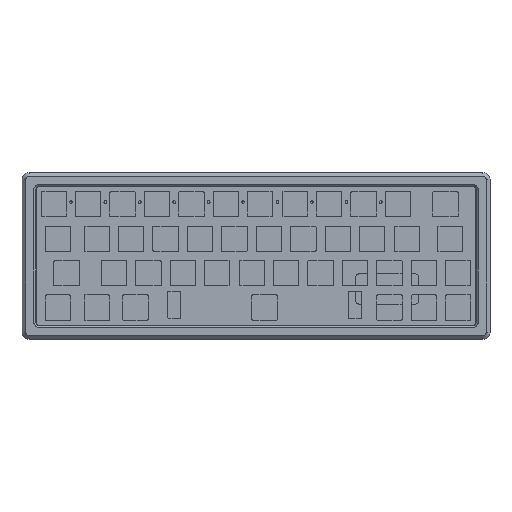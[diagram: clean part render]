
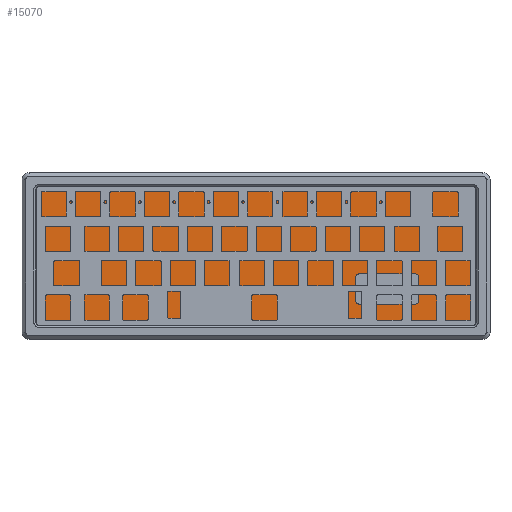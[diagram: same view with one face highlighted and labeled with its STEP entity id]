
A CAD part, top view. The second image highlights one B-rep face of the part: STEP entity #15070.
In plain terms, the highlighted planar face has unit normal (0, 0, 1).
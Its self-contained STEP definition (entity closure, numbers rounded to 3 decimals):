
#270=FACE_BOUND('',#3121,.T.);
#1385=CIRCLE('',#16586,2.);
#1386=CIRCLE('',#16589,2.);
#1387=CIRCLE('',#16592,2.);
#1388=CIRCLE('',#16595,2.);
#1423=CIRCLE('',#16648,2.);
#1424=CIRCLE('',#16649,2.);
#1425=CIRCLE('',#16650,2.);
#1426=CIRCLE('',#16651,2.);
#2175=FACE_OUTER_BOUND('',#3120,.T.);
#3120=EDGE_LOOP('',(#13626,#13627,#13628,#13629,#13630,#13631,#13632,#13633,
#13634,#13635,#13636,#13637));
#3121=EDGE_LOOP('',(#13638,#13639,#13640,#13641,#13642,#13643,#13644,#13645));
#4445=LINE('',#25910,#5811);
#4450=LINE('',#25921,#5816);
#4452=LINE('',#25928,#5818);
#4455=LINE('',#25936,#5821);
#4458=LINE('',#25943,#5824);
#4470=LINE('',#26148,#5836);
#4480=LINE('',#26175,#5846);
#4484=LINE('',#26212,#5850);
#4485=LINE('',#26215,#5851);
#4486=LINE('',#26217,#5852);
#4487=LINE('',#26221,#5853);
#4488=LINE('',#26224,#5854);
#5811=VECTOR('',#20794,10.);
#5816=VECTOR('',#20805,10.);
#5818=VECTOR('',#20813,10.);
#5821=VECTOR('',#20822,10.);
#5824=VECTOR('',#20831,10.);
#5836=VECTOR('',#20895,10.);
#5846=VECTOR('',#20925,10.);
#5850=VECTOR('',#20961,10.);
#5851=VECTOR('',#20964,10.);
#5852=VECTOR('',#20965,10.);
#5853=VECTOR('',#20968,10.);
#5854=VECTOR('',#20971,10.);
#7266=VERTEX_POINT('',#25640);
#7279=VERTEX_POINT('',#25873);
#7283=VERTEX_POINT('',#25913);
#7284=VERTEX_POINT('',#25915);
#7285=VERTEX_POINT('',#25919);
#7286=VERTEX_POINT('',#25923);
#7287=VERTEX_POINT('',#25927);
#7288=VERTEX_POINT('',#25931);
#7289=VERTEX_POINT('',#25935);
#7290=VERTEX_POINT('',#25939);
#7325=VERTEX_POINT('',#26147);
#7332=VERTEX_POINT('',#26173);
#7347=VERTEX_POINT('',#26208);
#7348=VERTEX_POINT('',#26209);
#7349=VERTEX_POINT('',#26211);
#7350=VERTEX_POINT('',#26213);
#7351=VERTEX_POINT('',#26216);
#7352=VERTEX_POINT('',#26218);
#7353=VERTEX_POINT('',#26220);
#7354=VERTEX_POINT('',#26222);
#9388=EDGE_CURVE('',#7279,#7266,#4445,.T.);
#9391=EDGE_CURVE('',#7283,#7284,#1385,.T.);
#9394=EDGE_CURVE('',#7285,#7284,#4450,.F.);
#9395=EDGE_CURVE('',#7285,#7286,#1386,.T.);
#9397=EDGE_CURVE('',#7287,#7286,#4452,.F.);
#9399=EDGE_CURVE('',#7287,#7288,#1387,.T.);
#9401=EDGE_CURVE('',#7289,#7288,#4455,.F.);
#9403=EDGE_CURVE('',#7289,#7290,#1388,.T.);
#9405=EDGE_CURVE('',#7283,#7290,#4458,.F.);
#9444=EDGE_CURVE('',#7266,#7325,#4470,.T.);
#9458=EDGE_CURVE('',#7332,#7279,#4480,.T.);
#9473=EDGE_CURVE('',#7347,#7348,#1423,.T.);
#9474=EDGE_CURVE('',#7349,#7348,#4484,.F.);
#9475=EDGE_CURVE('',#7349,#7350,#1424,.T.);
#9476=EDGE_CURVE('',#7325,#7350,#4485,.T.);
#9477=EDGE_CURVE('',#7351,#7332,#4486,.T.);
#9478=EDGE_CURVE('',#7351,#7352,#1425,.T.);
#9479=EDGE_CURVE('',#7353,#7352,#4487,.F.);
#9480=EDGE_CURVE('',#7353,#7354,#1426,.T.);
#9481=EDGE_CURVE('',#7347,#7354,#4488,.T.);
#13626=ORIENTED_EDGE('',*,*,#9473,.T.);
#13627=ORIENTED_EDGE('',*,*,#9474,.F.);
#13628=ORIENTED_EDGE('',*,*,#9475,.T.);
#13629=ORIENTED_EDGE('',*,*,#9476,.F.);
#13630=ORIENTED_EDGE('',*,*,#9444,.F.);
#13631=ORIENTED_EDGE('',*,*,#9388,.F.);
#13632=ORIENTED_EDGE('',*,*,#9458,.F.);
#13633=ORIENTED_EDGE('',*,*,#9477,.F.);
#13634=ORIENTED_EDGE('',*,*,#9478,.T.);
#13635=ORIENTED_EDGE('',*,*,#9479,.F.);
#13636=ORIENTED_EDGE('',*,*,#9480,.T.);
#13637=ORIENTED_EDGE('',*,*,#9481,.F.);
#13638=ORIENTED_EDGE('',*,*,#9405,.T.);
#13639=ORIENTED_EDGE('',*,*,#9403,.F.);
#13640=ORIENTED_EDGE('',*,*,#9401,.T.);
#13641=ORIENTED_EDGE('',*,*,#9399,.F.);
#13642=ORIENTED_EDGE('',*,*,#9397,.T.);
#13643=ORIENTED_EDGE('',*,*,#9395,.F.);
#13644=ORIENTED_EDGE('',*,*,#9394,.T.);
#13645=ORIENTED_EDGE('',*,*,#9391,.F.);
#14338=PLANE('',#16647);
#15070=ADVANCED_FACE('',(#2175,#270),#14338,.F.);
#16586=AXIS2_PLACEMENT_3D('',#25916,#20799,#20800);
#16589=AXIS2_PLACEMENT_3D('',#25924,#20808,#20809);
#16592=AXIS2_PLACEMENT_3D('',#25932,#20817,#20818);
#16595=AXIS2_PLACEMENT_3D('',#25940,#20826,#20827);
#16647=AXIS2_PLACEMENT_3D('',#26207,#20957,#20958);
#16648=AXIS2_PLACEMENT_3D('',#26210,#20959,#20960);
#16649=AXIS2_PLACEMENT_3D('',#26214,#20962,#20963);
#16650=AXIS2_PLACEMENT_3D('',#26219,#20966,#20967);
#16651=AXIS2_PLACEMENT_3D('',#26223,#20969,#20970);
#20794=DIRECTION('',(1.,0.,0.));
#20799=DIRECTION('center_axis',(0.,0.,1.));
#20800=DIRECTION('ref_axis',(-0.707,-0.707,0.));
#20805=DIRECTION('',(1.,0.,0.));
#20808=DIRECTION('center_axis',(0.,0.,1.));
#20809=DIRECTION('ref_axis',(0.707,-0.707,0.));
#20813=DIRECTION('',(0.,1.,0.));
#20817=DIRECTION('center_axis',(0.,0.,1.));
#20818=DIRECTION('ref_axis',(0.707,0.707,0.));
#20822=DIRECTION('',(-1.,0.,0.));
#20826=DIRECTION('center_axis',(0.,0.,1.));
#20827=DIRECTION('ref_axis',(-0.707,0.707,0.));
#20831=DIRECTION('',(0.,-1.,0.));
#20895=DIRECTION('',(0.,-1.,0.));
#20925=DIRECTION('',(0.,1.,0.));
#20957=DIRECTION('center_axis',(0.,0.,-1.));
#20958=DIRECTION('ref_axis',(-1.,0.,0.));
#20959=DIRECTION('center_axis',(0.,0.,1.));
#20960=DIRECTION('ref_axis',(0.707,-0.707,0.));
#20961=DIRECTION('',(0.,1.,0.));
#20962=DIRECTION('center_axis',(0.,0.,1.));
#20963=DIRECTION('ref_axis',(0.707,0.707,0.));
#20964=DIRECTION('',(1.,0.,0.));
#20965=DIRECTION('',(1.,0.,0.));
#20966=DIRECTION('center_axis',(0.,0.,1.));
#20967=DIRECTION('ref_axis',(-0.707,0.707,0.));
#20968=DIRECTION('',(0.,-1.,0.));
#20969=DIRECTION('center_axis',(0.,0.,1.));
#20970=DIRECTION('ref_axis',(-0.707,-0.707,0.));
#20971=DIRECTION('',(-1.,0.,0.));
#25640=CARTESIAN_POINT('',(217.448,3.823,-4.26));
#25873=CARTESIAN_POINT('',(209.018,3.823,-4.26));
#25910=CARTESIAN_POINT('',(209.018,3.823,-4.26));
#25913=CARTESIAN_POINT('',(176.594,-62.706,-4.26));
#25915=CARTESIAN_POINT('',(178.594,-64.706,-4.26));
#25916=CARTESIAN_POINT('Origin',(178.594,-62.706,-4.26));
#25919=CARTESIAN_POINT('',(209.55,-64.706,-4.26));
#25921=CARTESIAN_POINT('',(165.22,-64.706,-4.26));
#25923=CARTESIAN_POINT('',(211.55,-62.706,-4.26));
#25924=CARTESIAN_POINT('Origin',(209.55,-62.706,-4.26));
#25927=CARTESIAN_POINT('',(211.55,-50.006,-4.26));
#25928=CARTESIAN_POINT('',(211.55,-42.825,-4.26));
#25931=CARTESIAN_POINT('',(209.55,-48.006,-4.26));
#25932=CARTESIAN_POINT('Origin',(209.55,-50.006,-4.26));
#25935=CARTESIAN_POINT('',(178.594,-48.006,-4.26));
#25936=CARTESIAN_POINT('',(149.742,-48.006,-4.26));
#25939=CARTESIAN_POINT('',(176.594,-50.006,-4.26));
#25940=CARTESIAN_POINT('Origin',(178.594,-50.006,-4.26));
#25943=CARTESIAN_POINT('',(176.594,-49.175,-4.26));
#26147=CARTESIAN_POINT('',(217.448,2.,-4.26));
#26148=CARTESIAN_POINT('',(217.448,8.,-4.26));
#26173=CARTESIAN_POINT('',(209.018,2.,-4.26));
#26175=CARTESIAN_POINT('',(209.018,8.,-4.26));
#26207=CARTESIAN_POINT('Origin',(120.89,-35.643,-4.26));
#26208=CARTESIAN_POINT('',(242.388,-78.2,-4.26));
#26209=CARTESIAN_POINT('',(244.388,-76.2,-4.26));
#26210=CARTESIAN_POINT('Origin',(242.388,-76.2,-4.26));
#26211=CARTESIAN_POINT('',(244.388,0.,-4.26));
#26212=CARTESIAN_POINT('',(244.388,-13.821,-4.26));
#26213=CARTESIAN_POINT('',(242.388,2.,-4.26));
#26214=CARTESIAN_POINT('Origin',(242.388,0.,-4.26));
#26215=CARTESIAN_POINT('',(56.445,2.,-4.26));
#26216=CARTESIAN_POINT('',(0.5,2.,-4.26));
#26217=CARTESIAN_POINT('',(56.722,2.,-4.26));
#26218=CARTESIAN_POINT('',(-1.5,0.,-4.26));
#26219=CARTESIAN_POINT('Origin',(0.5,0.,
-4.26));
#26220=CARTESIAN_POINT('',(-1.5,-76.2,-4.26));
#26221=CARTESIAN_POINT('',(-1.5,-59.921,-4.26));
#26222=CARTESIAN_POINT('',(0.5,-78.2,-4.26));
#26223=CARTESIAN_POINT('Origin',(0.5,-76.2,-4.26));
#26224=CARTESIAN_POINT('',(186.166,-78.2,-4.26));
